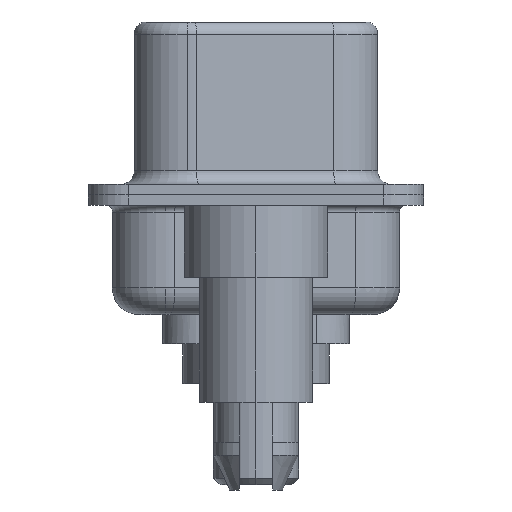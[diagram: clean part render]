
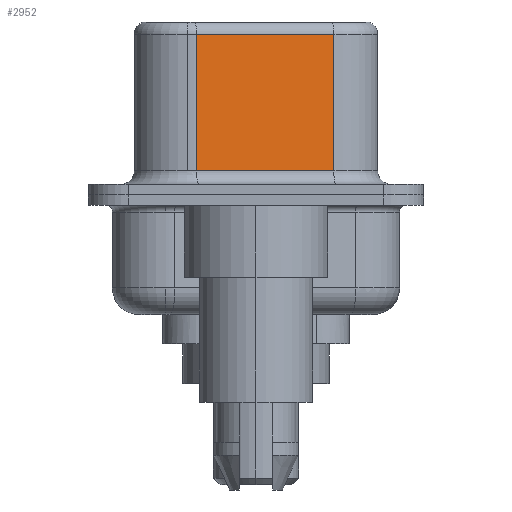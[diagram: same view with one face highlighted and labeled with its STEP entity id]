
A CAD part, left-side view. The second image highlights one B-rep face of the part: STEP entity #2952.
In plain terms, the highlighted planar face has unit normal (-0.985, -0.174, 0).
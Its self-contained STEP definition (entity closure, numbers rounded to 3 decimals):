
#248 = DIRECTION ( 'NONE',  ( -0.174, 0.985, 0. ) ) ;
#565 = VERTEX_POINT ( 'NONE', #2053 ) ;
#600 = CARTESIAN_POINT ( 'NONE',  ( 3.655, 2.233, 6.52 ) ) ;
#625 = DIRECTION ( 'NONE',  ( 0., 0., -1. ) ) ;
#980 = VERTEX_POINT ( 'NONE', #4425 ) ;
#1575 = VERTEX_POINT ( 'NONE', #19316 ) ;
#1824 = EDGE_CURVE ( 'NONE', #980, #11832, #8525, .T. ) ;
#2053 = CARTESIAN_POINT ( 'NONE',  ( 3.655, 2.233, 6.02 ) ) ;
#2587 = ORIENTED_EDGE ( 'NONE', *, *, #14810, .T. ) ;
#2952 = ADVANCED_FACE ( 'NONE', ( #20380 ), #12135, .F. ) ;
#3413 = CARTESIAN_POINT ( 'NONE',  ( 4.565, -2.927, 0.9 ) ) ;
#3835 = CARTESIAN_POINT ( 'NONE',  ( 4.565, -2.927, 0.9 ) ) ;
#4425 = CARTESIAN_POINT ( 'NONE',  ( 4.565, -2.927, 6.02 ) ) ;
#4919 = CARTESIAN_POINT ( 'NONE',  ( 4.565, -2.927, 6.52 ) ) ;
#6843 = CARTESIAN_POINT ( 'NONE',  ( 4.565, -2.927, 6.52 ) ) ;
#7054 = DIRECTION ( 'NONE',  ( 0., 0., -1. ) ) ;
#7800 = ORIENTED_EDGE ( 'NONE', *, *, #1824, .F. ) ;
#8525 = LINE ( 'NONE', #4919, #16453 ) ;
#8663 = LINE ( 'NONE', #15401, #16583 ) ;
#10303 = AXIS2_PLACEMENT_3D ( 'NONE', #6843, #10739, #248 ) ;
#10678 = DIRECTION ( 'NONE',  ( -0.174, 0.985, 0. ) ) ;
#10739 = DIRECTION ( 'NONE',  ( 0.985, 0.174, 0. ) ) ;
#10930 = LINE ( 'NONE', #600, #18855 ) ;
#11780 = ORIENTED_EDGE ( 'NONE', *, *, #16568, .T. ) ;
#11832 = VERTEX_POINT ( 'NONE', #3413 ) ;
#12135 = PLANE ( 'NONE',  #10303 ) ;
#14810 = EDGE_CURVE ( 'NONE', #565, #1575, #10930, .T. ) ;
#14909 = DIRECTION ( 'NONE',  ( 0.174, -0.985, 0. ) ) ;
#15401 = CARTESIAN_POINT ( 'NONE',  ( 4.565, -2.927, 6.02 ) ) ;
#16318 = ORIENTED_EDGE ( 'NONE', *, *, #20320, .T. ) ;
#16453 = VECTOR ( 'NONE', #625, 1000. ) ;
#16568 = EDGE_CURVE ( 'NONE', #980, #565, #8663, .T. ) ;
#16583 = VECTOR ( 'NONE', #10678, 1000. ) ;
#16772 = EDGE_LOOP ( 'NONE', ( #7800, #11780, #2587, #16318 ) ) ;
#18855 = VECTOR ( 'NONE', #7054, 1000. ) ;
#19316 = CARTESIAN_POINT ( 'NONE',  ( 3.655, 2.233, 0.9 ) ) ;
#19810 = VECTOR ( 'NONE', #14909, 1000. ) ;
#20279 = LINE ( 'NONE', #3835, #19810 ) ;
#20320 = EDGE_CURVE ( 'NONE', #1575, #11832, #20279, .T. ) ;
#20380 = FACE_OUTER_BOUND ( 'NONE', #16772, .T. ) ;
